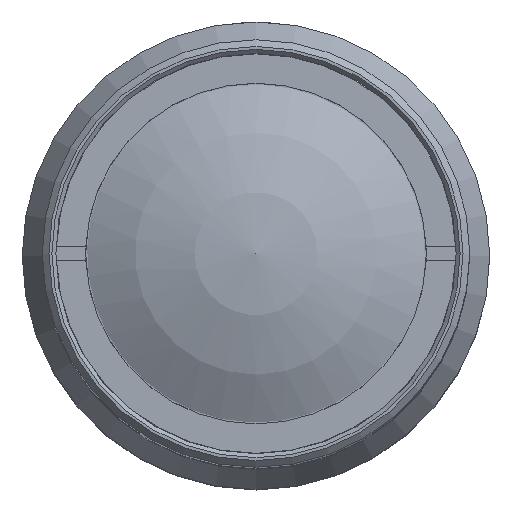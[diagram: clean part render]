
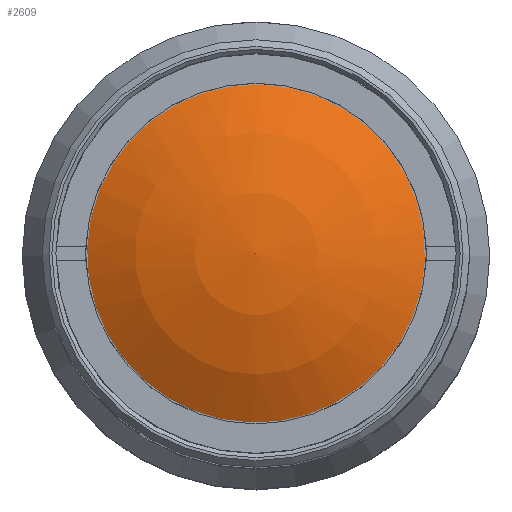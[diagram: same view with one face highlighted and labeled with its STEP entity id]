
A CAD part, top view. The second image highlights one B-rep face of the part: STEP entity #2609.
In plain terms, the highlighted spherical face has radius 26.49 mm.
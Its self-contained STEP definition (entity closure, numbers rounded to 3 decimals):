
#25=SPHERICAL_SURFACE('',#2948,26.49);
#821=FACE_OUTER_BOUND('',#1112,.T.);
#1112=EDGE_LOOP('',(#2283));
#1294=CIRCLE('',#2946,13.25);
#1501=VERTEX_POINT('',#4575);
#1770=EDGE_CURVE('',#1501,#1501,#1294,.T.);
#2283=ORIENTED_EDGE('',*,*,#1770,.T.);
#2609=ADVANCED_FACE('',(#821),#25,.T.);
#2946=AXIS2_PLACEMENT_3D('',#4576,#3654,#3655);
#2948=AXIS2_PLACEMENT_3D('',#4579,#3658,#3659);
#3654=DIRECTION('center_axis',(0.,0.,
1.));
#3655=DIRECTION('ref_axis',(-0.469,0.883,0.));
#3658=DIRECTION('center_axis',(0.,0.,
-1.));
#3659=DIRECTION('ref_axis',(-0.469,0.883,0.));
#4575=CARTESIAN_POINT('',(6.217,-11.701,111.116));
#4576=CARTESIAN_POINT('Origin',(0.,0.,
111.116));
#4579=CARTESIAN_POINT('Origin',(0.,0.,
88.178));
